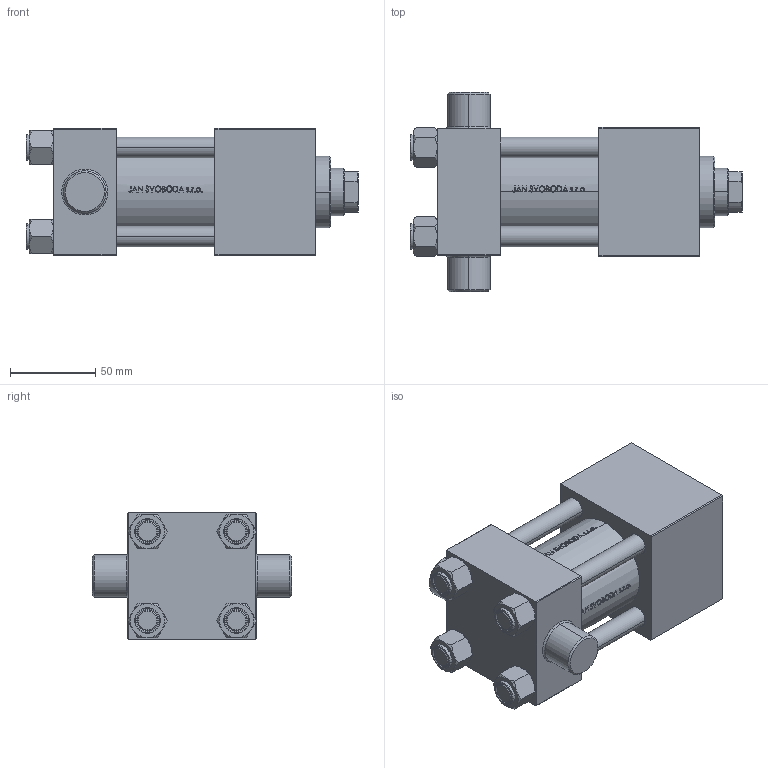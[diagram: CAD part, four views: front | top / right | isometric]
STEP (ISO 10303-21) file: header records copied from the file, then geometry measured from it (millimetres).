
FILE_DESCRIPTION (( 'STEP AP203' ), '1' );
FILE_NAME ('4f92.STEP', '2026-02-20T06:59:58', ( '' ), ( '' ), 'SwSTEP 2.0', 'SolidWorks 2019', '' );
FILE_SCHEMA (( 'CONFIG_CONTROL_DESIGN' ));
Length unit declared in the file: millimetre
Products named in the file (6): V215CR_L_TYCINKA e88e279e42d8ff79324a7cb1b6bd3694; NUT_M5_L e88e279e42d8ff79324a7cb1b6bd3694; V215CR_VCP_L e88e279e42d8ff79324a7cb1b6bd3694; V215_VC_A e88e279e42d8ff79324a7cb1b6bd3694; V215CR_L_Body e88e279e42d8ff79324a7cb1b6bd3694; 4f92
Assembly tree (11 placements, depth 2):
  4f92
    V215CR_L_Body e88e279e42d8ff79324a7cb1b6bd3694
    V215CR_VCP_L e88e279e42d8ff79324a7cb1b6bd3694
    V215CR_L_TYCINKA e88e279e42d8ff79324a7cb1b6bd3694  x4
    NUT_M5_L e88e279e42d8ff79324a7cb1b6bd3694  x4
    V215_VC_A e88e279e42d8ff79324a7cb1b6bd3694
Bounding box: 195 x 117 x 75 mm (x, y, z)
Volume: 713380.2 mm3; surface area: 147547.3 mm2
Topology: 11 solids, 11 shells, 1057 faces, 2670 edges, 1717 vertices
Faces by surface type: plane 425, bspline 380, cone 130, cylinder 110, torus 12
Entity records: 46198 total; most frequent: CARTESIAN_POINT 25413, ORIENTED_EDGE 4832, DIRECTION 2870, EDGE_CURVE 2416, VERTEX_POINT 1573, VECTOR 1250, LINE 1250, EDGE_LOOP 1027
